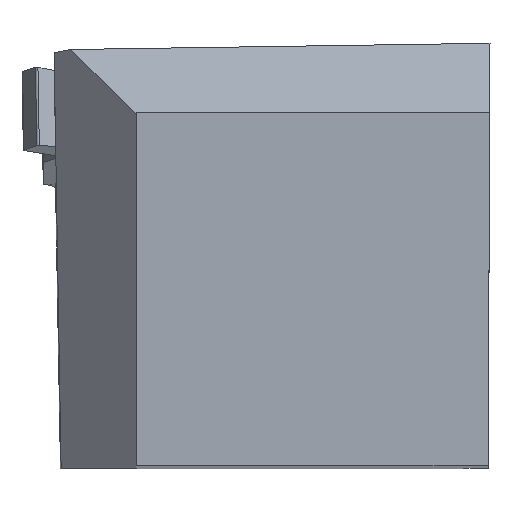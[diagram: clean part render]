
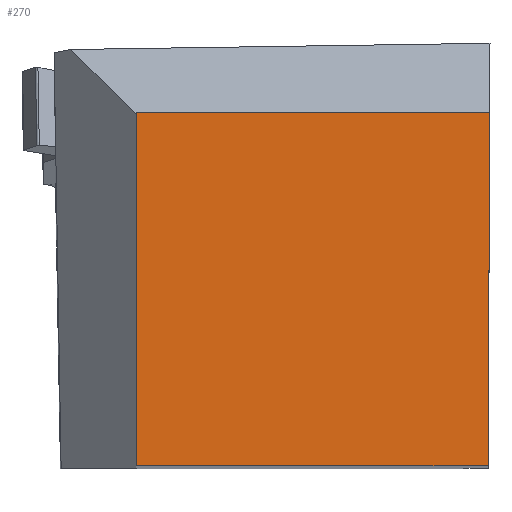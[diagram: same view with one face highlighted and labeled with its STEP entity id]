
A CAD part, top view. The second image highlights one B-rep face of the part: STEP entity #270.
In plain terms, the highlighted planar face has unit normal (0, 0, 1).
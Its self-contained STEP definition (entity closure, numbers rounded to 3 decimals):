
#270=ADVANCED_FACE('BLANK_BOXF006',(#410),#329,.F.);
#329=PLANE('',#2000);
#410=FACE_OUTER_BOUND('',#503,.T.);
#503=EDGE_LOOP('',(#954,#955,#956,#957));
#954=ORIENTED_EDGE('',*,*,#1404,.F.);
#955=ORIENTED_EDGE('',*,*,#1405,.F.);
#956=ORIENTED_EDGE('',*,*,#1394,.F.);
#957=ORIENTED_EDGE('',*,*,#1406,.F.);
#1159=VERTEX_POINT('',#3154);
#1160=VERTEX_POINT('',#3156);
#1167=VERTEX_POINT('',#3176);
#1168=VERTEX_POINT('',#3177);
#1394=EDGE_CURVE('',#1159,#1160,#1582,.T.);
#1404=EDGE_CURVE('',#1167,#1168,#1592,.T.);
#1405=EDGE_CURVE('',#1160,#1167,#1593,.T.);
#1406=EDGE_CURVE('',#1168,#1159,#1594,.T.);
#1582=LINE('',#3155,#1770);
#1592=LINE('',#3175,#1780);
#1593=LINE('',#3178,#1781);
#1594=LINE('',#3179,#1782);
#1770=VECTOR('',#2451,1.);
#1780=VECTOR('',#2467,1.);
#1781=VECTOR('',#2468,1.);
#1782=VECTOR('',#2469,1.);
#2000=AXIS2_PLACEMENT_3D('',#3180,#2470,#2471);
#2451=DIRECTION('',(-0.004,-1.,0.));
#2467=DIRECTION('',(0.,1.,0.));
#2468=DIRECTION('',(-1.,0.,0.));
#2469=DIRECTION('',(1.,0.,0.));
#2470=DIRECTION('',(0.,0.,-1.));
#2471=DIRECTION('',(0.,-1.,0.));
#3154=CARTESIAN_POINT('',(0.,31.85,0.));
#3155=CARTESIAN_POINT('',(0.609,171.348,0.));
#3156=CARTESIAN_POINT('',(-0.139,0.,0.));
#3175=CARTESIAN_POINT('',(-31.85,-171.35,0.));
#3176=CARTESIAN_POINT('',(-31.85,0.,0.));
#3177=CARTESIAN_POINT('',(-31.85,31.85,0.));
#3178=CARTESIAN_POINT('',(171.35,0.,0.));
#3179=CARTESIAN_POINT('',(-171.35,31.85,0.));
#3180=CARTESIAN_POINT('',(-72.2,-5.,0.));
